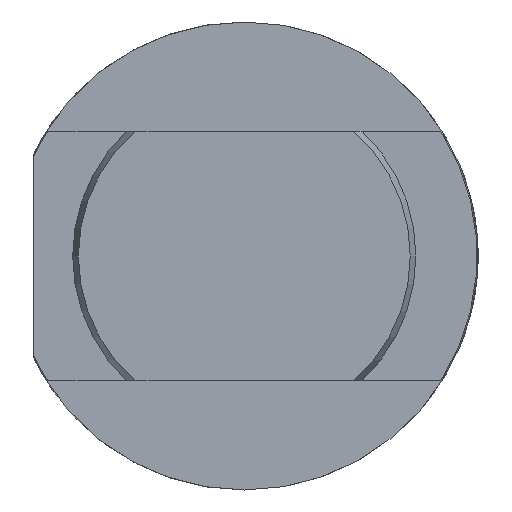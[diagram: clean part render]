
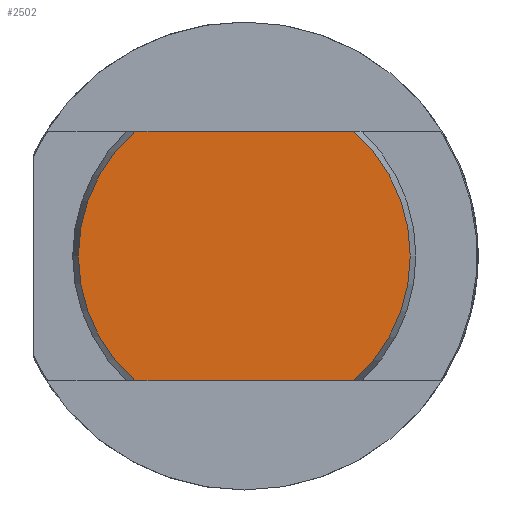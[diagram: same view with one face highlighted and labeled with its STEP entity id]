
A CAD part, left-side view. The second image highlights one B-rep face of the part: STEP entity #2502.
In plain terms, the highlighted planar face has unit normal (-1, 0, 0).
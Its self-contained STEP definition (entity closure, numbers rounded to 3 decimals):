
#276 = EDGE_CURVE ( 'NONE', #2587, #2586, #3600, .T. ) ;
#288 = EDGE_CURVE ( 'NONE', #2587, #2615, #3607, .T. ) ;
#289 = EDGE_CURVE ( 'NONE', #2614, #2615, #3613, .T. ) ;
#290 = EDGE_CURVE ( 'NONE', #2614, #2586, #3602, .T. ) ;
#447 = AXIS2_PLACEMENT_3D ( 'NONE', #1720, #1725, #1726 ) ;
#452 = AXIS2_PLACEMENT_3D ( 'NONE', #1756, #1768, #1769 ) ;
#595 = AXIS2_PLACEMENT_3D ( 'NONE', #2298, #2301, #2302 ) ;
#797 = EDGE_LOOP ( 'NONE', ( #2326, #2346, #2347, #2345 ) ) ;
#1720 = CARTESIAN_POINT ( 'NONE',  ( 0., 0., 0. ) ) ;
#1725 = DIRECTION ( 'NONE',  ( -1., 0., 0. ) ) ;
#1726 = DIRECTION ( 'NONE',  ( 0., 0., -1. ) ) ;
#1756 = CARTESIAN_POINT ( 'NONE',  ( 0., 0., 0. ) ) ;
#1765 = CARTESIAN_POINT ( 'NONE',  ( 0., 12.75, -8. ) ) ;
#1766 = DIRECTION ( 'NONE',  ( 0., 1., 0. ) ) ;
#1768 = DIRECTION ( 'NONE',  ( -1., 0., 0. ) ) ;
#1769 = DIRECTION ( 'NONE',  ( 0., 0., -1. ) ) ;
#1770 = CARTESIAN_POINT ( 'NONE',  ( 0., 12.75, 8. ) ) ;
#1771 = DIRECTION ( 'NONE',  ( 0., -1., 0. ) ) ;
#2298 = CARTESIAN_POINT ( 'NONE',  ( 0., 0., 0. ) ) ;
#2299 = PLANE ( 'NONE',  #595 ) ;
#2301 = DIRECTION ( 'NONE',  ( 1., 0., 0. ) ) ;
#2302 = DIRECTION ( 'NONE',  ( 0., 0., -1. ) ) ;
#2326 = ORIENTED_EDGE ( 'NONE', *, *, #289, .T. ) ;
#2345 = ORIENTED_EDGE ( 'NONE', *, *, #290, .F. ) ;
#2346 = ORIENTED_EDGE ( 'NONE', *, *, #288, .F. ) ;
#2347 = ORIENTED_EDGE ( 'NONE', *, *, #276, .T. ) ;
#2502 = ADVANCED_FACE ( 'NONE', ( #3894 ), #2299, .F. ) ;
#2586 = VERTEX_POINT ( 'NONE', #2805 ) ;
#2587 = VERTEX_POINT ( 'NONE', #2806 ) ;
#2614 = VERTEX_POINT ( 'NONE', #2828 ) ;
#2615 = VERTEX_POINT ( 'NONE', #2829 ) ;
#2805 = CARTESIAN_POINT ( 'NONE',  ( 0., -7.009, 8. ) ) ;
#2806 = CARTESIAN_POINT ( 'NONE',  ( 0., -7.009, -8. ) ) ;
#2828 = CARTESIAN_POINT ( 'NONE',  ( 0., 7.009, 8. ) ) ;
#2829 = CARTESIAN_POINT ( 'NONE',  ( 0., 7.009, -8. ) ) ;
#3600 = CIRCLE ( 'NONE', #447, 10.636 ) ;
#3602 = LINE ( 'NONE', #1770, #3609 ) ;
#3607 = LINE ( 'NONE', #1765, #3608 ) ;
#3608 = VECTOR ( 'NONE', #1766, 1000. ) ;
#3609 = VECTOR ( 'NONE', #1771, 1000. ) ;
#3613 = CIRCLE ( 'NONE', #452, 10.636 ) ;
#3894 = FACE_OUTER_BOUND ( 'NONE', #797, .T. ) ;
